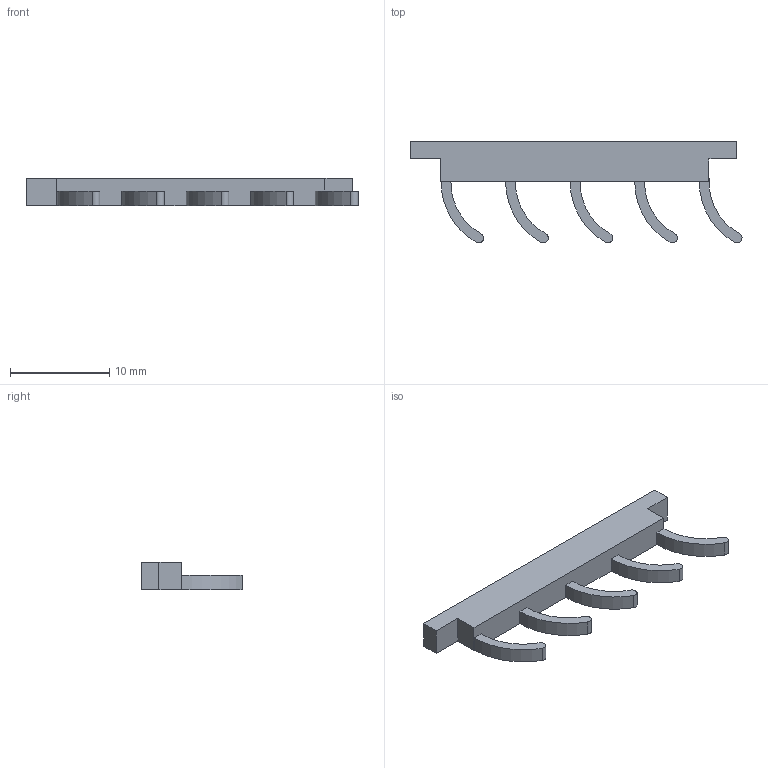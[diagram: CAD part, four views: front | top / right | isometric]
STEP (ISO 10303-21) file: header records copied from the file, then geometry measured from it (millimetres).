
FILE_DESCRIPTION(('FreeCAD Model'),'2;1');
FILE_NAME( 'Patitas.stp', '2017-02-15T17:11:55',('Author'),(''), 'Open CASCADE STEP processor 6.8','FreeCAD','Unknown');
FILE_SCHEMA(('AUTOMOTIVE_DESIGN_CC2 { 1 2 10303 214 -1 1 5 4 }'));
Length unit declared in the file: millimetre
Products named in the file (2): ASSEMBLY; Patitas
Assembly tree (1 placements, depth 2):
  ASSEMBLY
    Patitas
Bounding box: 33.42 x 10.25 x 2.8 mm (x, y, z)
Volume: 392 mm3; surface area: 627.9 mm2
Topology: 1 solids, 1 shells, 31 faces, 87 edges, 58 vertices
Faces by surface type: plane 16, cylinder 15
Entity records: 2194 total; most frequent: CARTESIAN_POINT 474, DIRECTION 310, ORIENTED_EDGE 174, PCURVE 174, DEFINITIONAL_REPRESENTATION 174, LINE 169, VECTOR 169, EDGE_CURVE 87
